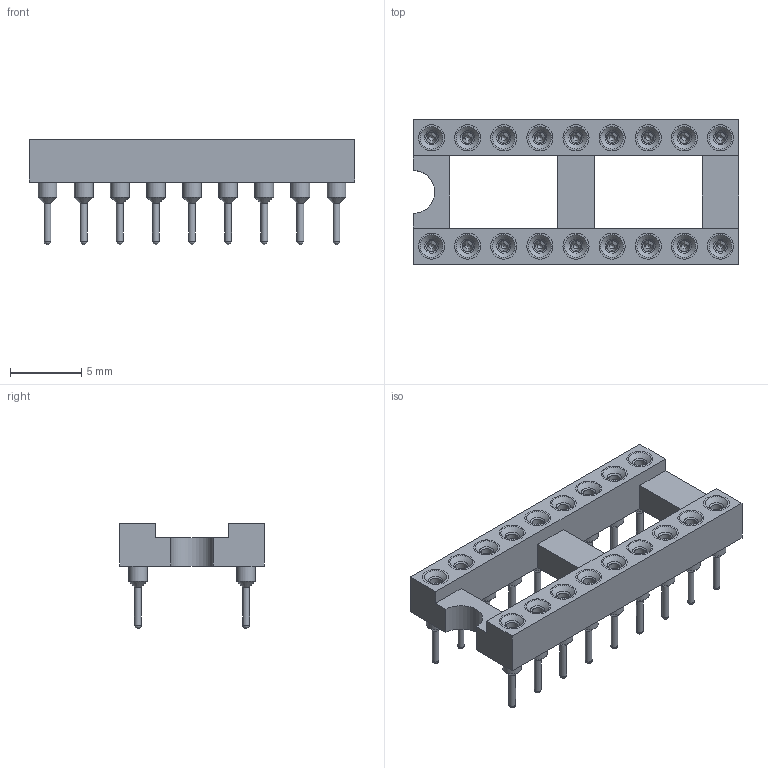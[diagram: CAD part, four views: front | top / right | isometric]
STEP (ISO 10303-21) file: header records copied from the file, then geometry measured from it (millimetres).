
FILE_DESCRIPTION(('STEP AP214'), '1');
FILE_NAME('SCxM', '', ('UNSPECIFIED'), ('UNSPECIFIED'), 'ASCON STEP Converter 1.6', 'ASCON Math Kernel', '');
FILE_SCHEMA(('AUTOMOTIVE_DESIGN { 1 0 10303 214 3 1 1}'));
Length unit declared in the file: millimetre
Products named in the file (1): SCSM
Bounding box: 22.86 x 10.16 x 7.4 mm (x, y, z)
Volume: 409.2 mm3; surface area: 1732.2 mm2
Topology: 37 solids, 37 shells, 738 faces, 1638 edges, 954 vertices
Faces by surface type: plane 359, cone 216, cylinder 145, sphere 18
Full cylindrical faces by diameter (mm): 0.48 x18, 0.8 x18, 1 x36, 1.32 x36, 1.83 x36
Entity records: 27540 total; most frequent: CARTESIAN_POINT 6193, DIRECTION 3298, ORIENTED_EDGE 2736, AXIS2_PLACEMENT_3D 1479, EDGE_CURVE 1368, EDGE_LOOP 1028, VERTEX_POINT 918, COLOUR_RGB 775
